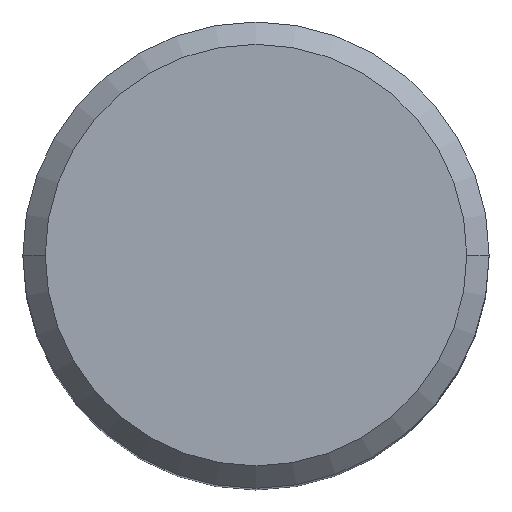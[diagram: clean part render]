
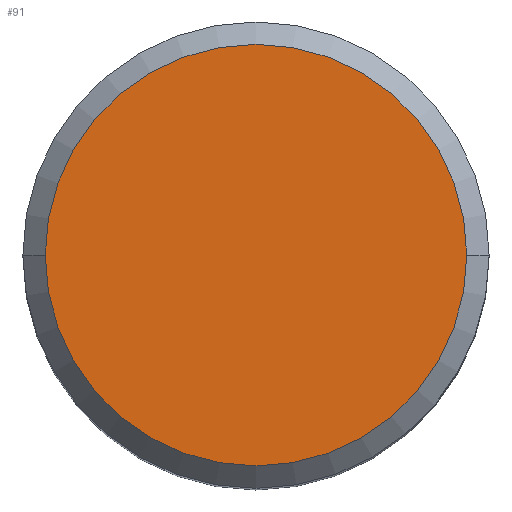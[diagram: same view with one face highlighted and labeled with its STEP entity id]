
A CAD part, top view. The second image highlights one B-rep face of the part: STEP entity #91.
In plain terms, the highlighted planar face has unit normal (0, 0, 1).
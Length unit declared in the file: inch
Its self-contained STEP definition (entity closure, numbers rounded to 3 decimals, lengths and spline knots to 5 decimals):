
#2 = CARTESIAN_POINT ( 'NONE',  ( -0.14125, 0., 0. ) ) ;
#7 = DIRECTION ( 'NONE',  ( 0., 0., 1. ) ) ;
#18 = EDGE_CURVE ( 'NONE', #365, #278, #123, .T. ) ;
#24 = ORIENTED_EDGE ( 'NONE', *, *, #18, .T. ) ;
#39 = CARTESIAN_POINT ( 'NONE',  ( 0., 0., 0. ) ) ;
#56 = AXIS2_PLACEMENT_3D ( 'NONE', #158, #334, #443 ) ;
#66 = AXIS2_PLACEMENT_3D ( 'NONE', #82, #7, #153 ) ;
#67 = CIRCLE ( 'NONE', #270, 0.14125 ) ;
#82 = CARTESIAN_POINT ( 'NONE',  ( 0., 0., 0. ) ) ;
#91 = ADVANCED_FACE ( 'NONE', ( #154 ), #302, .F. ) ;
#123 = CIRCLE ( 'NONE', #66, 0.14125 ) ;
#153 = DIRECTION ( 'NONE',  ( 1., 0., 0. ) ) ;
#154 = FACE_OUTER_BOUND ( 'NONE', #226, .T. ) ;
#158 = CARTESIAN_POINT ( 'NONE',  ( 0., 0.14125, 0. ) ) ;
#202 = CARTESIAN_POINT ( 'NONE',  ( 0.14125, 0., 0. ) ) ;
#226 = EDGE_LOOP ( 'NONE', ( #300, #24 ) ) ;
#255 = DIRECTION ( 'NONE',  ( 1., 0., 0. ) ) ;
#270 = AXIS2_PLACEMENT_3D ( 'NONE', #39, #394, #255 ) ;
#278 = VERTEX_POINT ( 'NONE', #2 ) ;
#300 = ORIENTED_EDGE ( 'NONE', *, *, #449, .T. ) ;
#302 = PLANE ( 'NONE',  #56 ) ;
#334 = DIRECTION ( 'NONE',  ( 0., 0., -1. ) ) ;
#365 = VERTEX_POINT ( 'NONE', #202 ) ;
#394 = DIRECTION ( 'NONE',  ( 0., 0., 1. ) ) ;
#443 = DIRECTION ( 'NONE',  ( -1., 0., 0. ) ) ;
#449 = EDGE_CURVE ( 'NONE', #278, #365, #67, .T. ) ;
